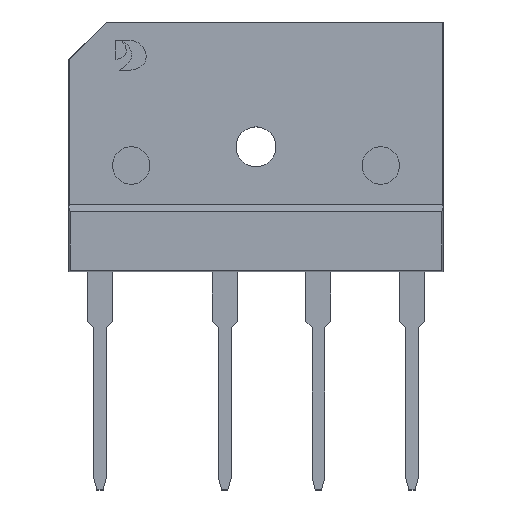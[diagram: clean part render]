
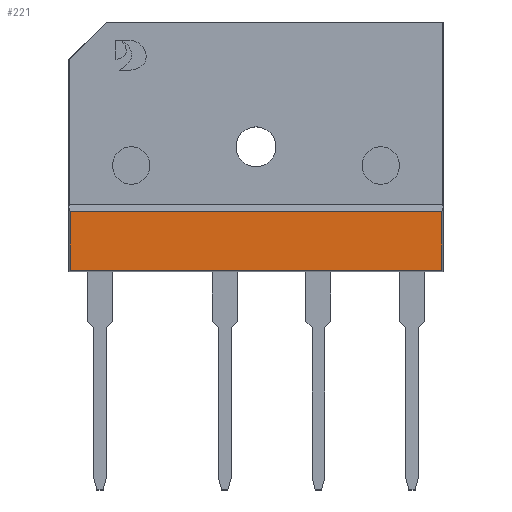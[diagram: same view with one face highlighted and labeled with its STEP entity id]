
A CAD part, top view. The second image highlights one B-rep face of the part: STEP entity #221.
In plain terms, the highlighted planar face has unit normal (0, 0, 1).
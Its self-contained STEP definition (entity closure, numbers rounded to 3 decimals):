
#108 = LINE ( 'NONE', #1270, #2046 ) ;
#109 = DIRECTION ( 'NONE',  ( -1., 0., 0. ) ) ;
#136 = EDGE_LOOP ( 'NONE', ( #958, #1444, #829, #2424 ) ) ;
#198 = VERTEX_POINT ( 'NONE', #1642 ) ;
#212 = AXIS2_PLACEMENT_3D ( 'NONE', #1869, #717, #2066 ) ;
#221 = ADVANCED_FACE ( 'NONE', ( #1764 ), #536, .F. ) ;
#316 = CARTESIAN_POINT ( 'NONE',  ( -14.895, 26.348, 2.3 ) ) ;
#536 = PLANE ( 'NONE',  #212 ) ;
#561 = EDGE_CURVE ( 'NONE', #1421, #198, #2387, .T. ) ;
#585 = VERTEX_POINT ( 'NONE', #1664 ) ;
#587 = VECTOR ( 'NONE', #644, 1000. ) ;
#603 = EDGE_CURVE ( 'NONE', #1521, #1421, #108, .T. ) ;
#644 = DIRECTION ( 'NONE',  ( 1., 0., 0. ) ) ;
#717 = DIRECTION ( 'NONE',  ( 0., 0., -1. ) ) ;
#818 = CARTESIAN_POINT ( 'NONE',  ( 14.895, -5.2, 2.3 ) ) ;
#829 = ORIENTED_EDGE ( 'NONE', *, *, #1440, .T. ) ;
#958 = ORIENTED_EDGE ( 'NONE', *, *, #603, .T. ) ;
#1041 = CARTESIAN_POINT ( 'NONE',  ( -21.348, -9.895, 2.3 ) ) ;
#1085 = CARTESIAN_POINT ( 'NONE',  ( 14.895, 26.348, 2.3 ) ) ;
#1086 = VECTOR ( 'NONE', #1464, 1000. ) ;
#1138 = EDGE_CURVE ( 'NONE', #1521, #585, #1932, .T. ) ;
#1181 = VECTOR ( 'NONE', #1295, 1000. ) ;
#1270 = CARTESIAN_POINT ( 'NONE',  ( 49.074, -5.2, 2.3 ) ) ;
#1295 = DIRECTION ( 'NONE',  ( 0., -1., 0. ) ) ;
#1421 = VERTEX_POINT ( 'NONE', #1950 ) ;
#1440 = EDGE_CURVE ( 'NONE', #198, #585, #1938, .T. ) ;
#1444 = ORIENTED_EDGE ( 'NONE', *, *, #561, .T. ) ;
#1464 = DIRECTION ( 'NONE',  ( 0., -1., 0. ) ) ;
#1521 = VERTEX_POINT ( 'NONE', #818 ) ;
#1642 = CARTESIAN_POINT ( 'NONE',  ( -14.895, -9.895, 2.3 ) ) ;
#1664 = CARTESIAN_POINT ( 'NONE',  ( 14.895, -9.895, 2.3 ) ) ;
#1764 = FACE_OUTER_BOUND ( 'NONE', #136, .T. ) ;
#1869 = CARTESIAN_POINT ( 'NONE',  ( 15., -10., 2.3 ) ) ;
#1932 = LINE ( 'NONE', #1085, #1181 ) ;
#1938 = LINE ( 'NONE', #1041, #587 ) ;
#1950 = CARTESIAN_POINT ( 'NONE',  ( -14.895, -5.2, 2.3 ) ) ;
#2046 = VECTOR ( 'NONE', #109, 1000. ) ;
#2066 = DIRECTION ( 'NONE',  ( -1., 0., 0. ) ) ;
#2387 = LINE ( 'NONE', #316, #1086 ) ;
#2424 = ORIENTED_EDGE ( 'NONE', *, *, #1138, .F. ) ;
